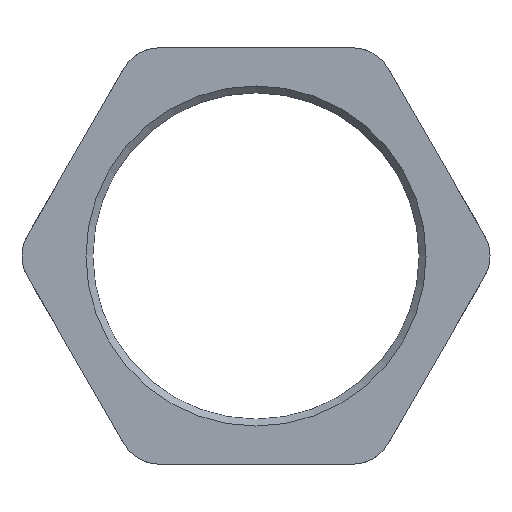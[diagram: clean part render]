
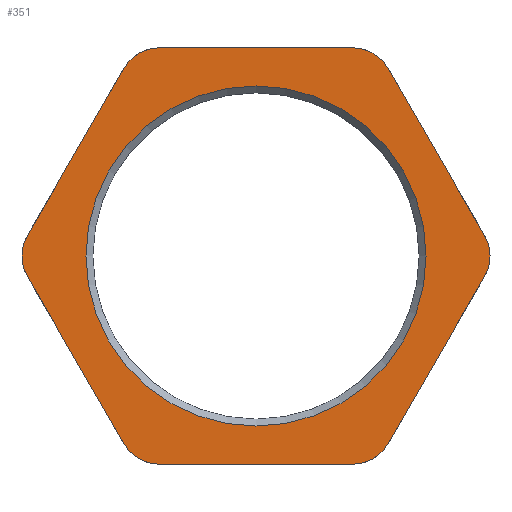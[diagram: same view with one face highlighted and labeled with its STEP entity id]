
A CAD part, front view. The second image highlights one B-rep face of the part: STEP entity #351.
In plain terms, the highlighted planar face has unit normal (0, -1, 0).
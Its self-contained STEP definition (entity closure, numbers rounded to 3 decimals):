
#64=FACE_BOUND('',#94,.T.);
#66=PLANE('',#390);
#75=FACE_OUTER_BOUND('',#93,.T.);
#93=EDGE_LOOP('',(#255,#256,#257,#258,#259,#260,#261,#262,#263,#264,#265,
#266));
#94=EDGE_LOOP('',(#267));
#121=LINE('',#523,#143);
#122=LINE('',#527,#144);
#123=LINE('',#531,#145);
#124=LINE('',#535,#146);
#125=LINE('',#539,#147);
#126=LINE('',#542,#148);
#143=VECTOR('',#428,10.);
#144=VECTOR('',#431,10.);
#145=VECTOR('',#434,10.);
#146=VECTOR('',#437,10.);
#147=VECTOR('',#440,10.);
#148=VECTOR('',#443,10.);
#163=CIRCLE('',#389,3.);
#164=CIRCLE('',#391,3.);
#165=CIRCLE('',#392,3.);
#166=CIRCLE('',#393,3.);
#167=CIRCLE('',#394,3.);
#168=CIRCLE('',#395,3.);
#169=CIRCLE('',#396,12.25);
#175=VERTEX_POINT('',#504);
#176=VERTEX_POINT('',#505);
#179=VERTEX_POINT('',#522);
#180=VERTEX_POINT('',#524);
#181=VERTEX_POINT('',#526);
#182=VERTEX_POINT('',#528);
#183=VERTEX_POINT('',#530);
#184=VERTEX_POINT('',#532);
#185=VERTEX_POINT('',#534);
#186=VERTEX_POINT('',#536);
#187=VERTEX_POINT('',#538);
#188=VERTEX_POINT('',#540);
#189=VERTEX_POINT('',#543);
#205=EDGE_CURVE('',#175,#176,#163,.T.);
#209=EDGE_CURVE('',#175,#179,#121,.T.);
#210=EDGE_CURVE('',#180,#179,#164,.T.);
#211=EDGE_CURVE('',#180,#181,#122,.T.);
#212=EDGE_CURVE('',#182,#181,#165,.T.);
#213=EDGE_CURVE('',#182,#183,#123,.T.);
#214=EDGE_CURVE('',#184,#183,#166,.T.);
#215=EDGE_CURVE('',#184,#185,#124,.T.);
#216=EDGE_CURVE('',#186,#185,#167,.T.);
#217=EDGE_CURVE('',#186,#187,#125,.T.);
#218=EDGE_CURVE('',#188,#187,#168,.T.);
#219=EDGE_CURVE('',#188,#176,#126,.T.);
#220=EDGE_CURVE('',#189,#189,#169,.T.);
#255=ORIENTED_EDGE('',*,*,#205,.F.);
#256=ORIENTED_EDGE('',*,*,#209,.T.);
#257=ORIENTED_EDGE('',*,*,#210,.F.);
#258=ORIENTED_EDGE('',*,*,#211,.T.);
#259=ORIENTED_EDGE('',*,*,#212,.F.);
#260=ORIENTED_EDGE('',*,*,#213,.T.);
#261=ORIENTED_EDGE('',*,*,#214,.F.);
#262=ORIENTED_EDGE('',*,*,#215,.T.);
#263=ORIENTED_EDGE('',*,*,#216,.F.);
#264=ORIENTED_EDGE('',*,*,#217,.T.);
#265=ORIENTED_EDGE('',*,*,#218,.F.);
#266=ORIENTED_EDGE('',*,*,#219,.T.);
#267=ORIENTED_EDGE('',*,*,#220,.F.);
#351=ADVANCED_FACE('',(#75,#64),#66,.T.);
#389=AXIS2_PLACEMENT_3D('',#506,#422,#423);
#390=AXIS2_PLACEMENT_3D('',#521,#426,#427);
#391=AXIS2_PLACEMENT_3D('',#525,#429,#430);
#392=AXIS2_PLACEMENT_3D('',#529,#432,#433);
#393=AXIS2_PLACEMENT_3D('',#533,#435,#436);
#394=AXIS2_PLACEMENT_3D('',#537,#438,#439);
#395=AXIS2_PLACEMENT_3D('',#541,#441,#442);
#396=AXIS2_PLACEMENT_3D('',#544,#444,#445);
#422=DIRECTION('center_axis',(0.,1.,0.));
#423=DIRECTION('ref_axis',(-1.,0.,0.));
#426=DIRECTION('center_axis',(0.,-1.,0.));
#427=DIRECTION('ref_axis',(0.,0.,-1.));
#428=DIRECTION('',(0.5,0.,-0.866));
#429=DIRECTION('center_axis',(0.,1.,0.));
#430=DIRECTION('ref_axis',(-0.5,0.,-0.866));
#431=DIRECTION('',(1.,0.,0.));
#432=DIRECTION('center_axis',(0.,1.,0.));
#433=DIRECTION('ref_axis',(0.5,0.,-0.866));
#434=DIRECTION('',(0.5,0.,0.866));
#435=DIRECTION('center_axis',(0.,1.,0.));
#436=DIRECTION('ref_axis',(1.,0.,0.));
#437=DIRECTION('',(-0.5,0.,0.866));
#438=DIRECTION('center_axis',(0.,1.,0.));
#439=DIRECTION('ref_axis',(0.5,0.,0.866));
#440=DIRECTION('',(-1.,0.,0.));
#441=DIRECTION('center_axis',(0.,1.,0.));
#442=DIRECTION('ref_axis',(-0.5,0.,0.866));
#443=DIRECTION('',(-0.5,0.,-0.866));
#444=DIRECTION('center_axis',(0.,-1.,0.));
#445=DIRECTION('ref_axis',(1.,0.,0.));
#504=CARTESIAN_POINT('',(-16.454,-4.,-1.5));
#505=CARTESIAN_POINT('',(-16.454,-4.,1.5));
#506=CARTESIAN_POINT('Origin',(-13.856,-4.,0.));
#521=CARTESIAN_POINT('Origin',(0.,-4.,0.));
#522=CARTESIAN_POINT('',(-9.526,-4.,-13.5));
#523=CARTESIAN_POINT('',(-17.321,-4.,0.));
#524=CARTESIAN_POINT('',(-6.928,-4.,-15.));
#525=CARTESIAN_POINT('Origin',(-6.928,-4.,-12.));
#526=CARTESIAN_POINT('',(6.928,-4.,-15.));
#527=CARTESIAN_POINT('',(-8.66,-4.,-15.));
#528=CARTESIAN_POINT('',(9.526,-4.,-13.5));
#529=CARTESIAN_POINT('Origin',(6.928,-4.,-12.));
#530=CARTESIAN_POINT('',(16.454,-4.,-1.5));
#531=CARTESIAN_POINT('',(8.66,-4.,-15.));
#532=CARTESIAN_POINT('',(16.454,-4.,1.5));
#533=CARTESIAN_POINT('Origin',(13.856,-4.,0.));
#534=CARTESIAN_POINT('',(9.526,-4.,13.5));
#535=CARTESIAN_POINT('',(17.321,-4.,0.));
#536=CARTESIAN_POINT('',(6.928,-4.,15.));
#537=CARTESIAN_POINT('Origin',(6.928,-4.,12.));
#538=CARTESIAN_POINT('',(-6.928,-4.,15.));
#539=CARTESIAN_POINT('',(8.66,-4.,15.));
#540=CARTESIAN_POINT('',(-9.526,-4.,13.5));
#541=CARTESIAN_POINT('Origin',(-6.928,-4.,12.));
#542=CARTESIAN_POINT('',(-8.66,-4.,15.));
#543=CARTESIAN_POINT('',(-12.25,-4.,0.));
#544=CARTESIAN_POINT('Origin',(0.,-4.,0.));
